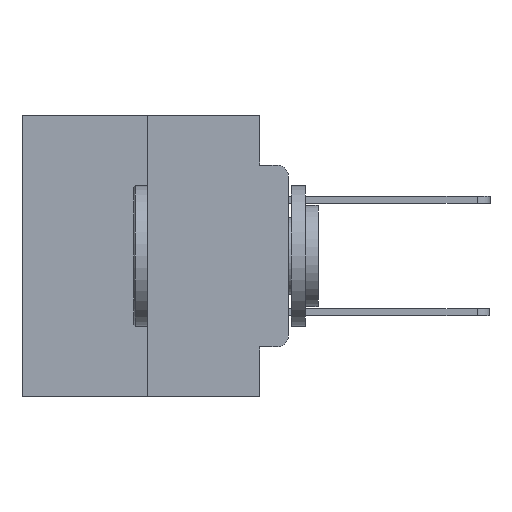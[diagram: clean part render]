
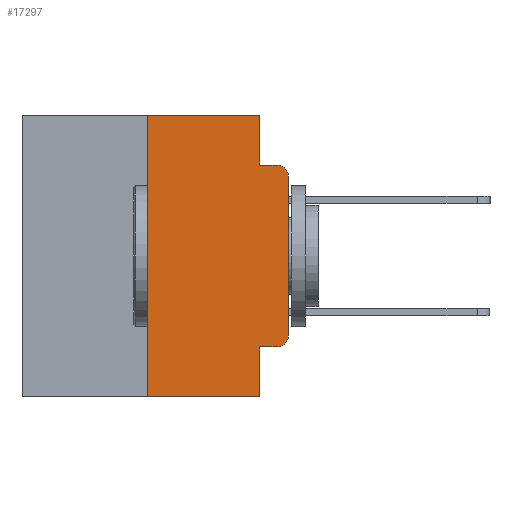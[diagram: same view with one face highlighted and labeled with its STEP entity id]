
A CAD part, left-side view. The second image highlights one B-rep face of the part: STEP entity #17297.
In plain terms, the highlighted planar face has unit normal (-1, 0, 0).
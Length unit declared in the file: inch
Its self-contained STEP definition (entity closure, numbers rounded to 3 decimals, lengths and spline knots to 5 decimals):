
#577 = AXIS2_PLACEMENT_3D ( 'NONE', #5121, #19972, #7330 ) ;
#679 = VECTOR ( 'NONE', #22388, 39.37008 ) ;
#777 = CIRCLE ( 'NONE', #22572, 0.02 ) ;
#1024 = VERTEX_POINT ( 'NONE', #1411 ) ;
#1411 = CARTESIAN_POINT ( 'NONE',  ( 0., 0.02, -0.4115 ) ) ;
#1504 = VECTOR ( 'NONE', #5184, 39.37008 ) ;
#1513 = CARTESIAN_POINT ( 'NONE',  ( 0., 0.473, 0. ) ) ;
#2181 = CARTESIAN_POINT ( 'NONE',  ( 0., 0.473, 0. ) ) ;
#2322 = VECTOR ( 'NONE', #11280, 39.37008 ) ;
#2338 = EDGE_CURVE ( 'NONE', #3145, #21136, #14674, .T. ) ;
#2443 = ORIENTED_EDGE ( 'NONE', *, *, #6051, .T. ) ;
#3145 = VERTEX_POINT ( 'NONE', #26872 ) ;
#3785 = VERTEX_POINT ( 'NONE', #10384 ) ;
#3823 = EDGE_CURVE ( 'NONE', #22732, #24231, #13955, .T. ) ;
#3949 = VERTEX_POINT ( 'NONE', #25815 ) ;
#4072 = CIRCLE ( 'NONE', #577, 0.02 ) ;
#4295 = CARTESIAN_POINT ( 'NONE',  ( 0., 0.02, -0.1085 ) ) ;
#4331 = FACE_OUTER_BOUND ( 'NONE', #8256, .T. ) ;
#4394 = DIRECTION ( 'NONE',  ( 0., -1., 0. ) ) ;
#4957 = ORIENTED_EDGE ( 'NONE', *, *, #24172, .T. ) ;
#5121 = CARTESIAN_POINT ( 'NONE',  ( 0., 0.02, -0.3915 ) ) ;
#5184 = DIRECTION ( 'NONE',  ( 0., -1., 0. ) ) ;
#5301 = EDGE_CURVE ( 'NONE', #5499, #3785, #25471, .T. ) ;
#5499 = VERTEX_POINT ( 'NONE', #10226 ) ;
#6051 = EDGE_CURVE ( 'NONE', #22732, #21136, #13416, .T. ) ;
#6273 = CARTESIAN_POINT ( 'NONE',  ( 0., 0.051, 0. ) ) ;
#6510 = DIRECTION ( 'NONE',  ( 0., 0., -1. ) ) ;
#7330 = DIRECTION ( 'NONE',  ( 0., 0., -1. ) ) ;
#8256 = EDGE_LOOP ( 'NONE', ( #22216, #11672, #24091, #17953, #17235, #18765, #2443, #26772, #15157, #4957 ) ) ;
#8281 = DIRECTION ( 'NONE',  ( 0., 0., 1. ) ) ;
#8998 = VECTOR ( 'NONE', #8281, 39.37008 ) ;
#9081 = VECTOR ( 'NONE', #18774, 39.37008 ) ;
#9169 = CARTESIAN_POINT ( 'NONE',  ( 0., 0.051, -0.4115 ) ) ;
#9344 = CARTESIAN_POINT ( 'NONE',  ( 0., 0., 0. ) ) ;
#9532 = CARTESIAN_POINT ( 'NONE',  ( 0., 0.25, 0. ) ) ;
#9608 = EDGE_CURVE ( 'NONE', #3785, #10457, #23384, .T. ) ;
#10167 = DIRECTION ( 'NONE',  ( 1., 0., 0. ) ) ;
#10226 = CARTESIAN_POINT ( 'NONE',  ( 0., 0.051, 0. ) ) ;
#10384 = CARTESIAN_POINT ( 'NONE',  ( 0., 0.051, -0.0885 ) ) ;
#10457 = VERTEX_POINT ( 'NONE', #16468 ) ;
#10860 = VECTOR ( 'NONE', #4394, 39.37008 ) ;
#11017 = EDGE_CURVE ( 'NONE', #3949, #10457, #777, .T. ) ;
#11058 = EDGE_CURVE ( 'NONE', #24231, #5499, #16480, .T. ) ;
#11280 = DIRECTION ( 'NONE',  ( 0., -1., 0. ) ) ;
#11382 = CARTESIAN_POINT ( 'NONE',  ( 0., 0., -0.3915 ) ) ;
#11642 = DIRECTION ( 'NONE',  ( 0., 0., -1. ) ) ;
#11672 = ORIENTED_EDGE ( 'NONE', *, *, #11017, .T. ) ;
#12415 = EDGE_CURVE ( 'NONE', #17649, #3949, #19685, .T. ) ;
#13416 = LINE ( 'NONE', #16066, #679 ) ;
#13955 = LINE ( 'NONE', #25698, #8998 ) ;
#14449 = VECTOR ( 'NONE', #11642, 39.37008 ) ;
#14674 = LINE ( 'NONE', #6273, #9081 ) ;
#15157 = ORIENTED_EDGE ( 'NONE', *, *, #25490, .T. ) ;
#16066 = CARTESIAN_POINT ( 'NONE',  ( 0., 0.473, -0.5 ) ) ;
#16468 = CARTESIAN_POINT ( 'NONE',  ( 0., 0.02, -0.0885 ) ) ;
#16480 = LINE ( 'NONE', #2181, #10860 ) ;
#17235 = ORIENTED_EDGE ( 'NONE', *, *, #11058, .F. ) ;
#17297 = ADVANCED_FACE ( 'NONE', ( #4331 ), #18577, .F. ) ;
#17649 = VERTEX_POINT ( 'NONE', #11382 ) ;
#17953 = ORIENTED_EDGE ( 'NONE', *, *, #5301, .F. ) ;
#18577 = PLANE ( 'NONE',  #26856 ) ;
#18765 = ORIENTED_EDGE ( 'NONE', *, *, #3823, .F. ) ;
#18774 = DIRECTION ( 'NONE',  ( 0., 0., -1. ) ) ;
#19005 = VECTOR ( 'NONE', #21978, 39.37008 ) ;
#19185 = DIRECTION ( 'NONE',  ( -1., 0., 0. ) ) ;
#19367 = LINE ( 'NONE', #9169, #2322 ) ;
#19685 = LINE ( 'NONE', #9344, #19005 ) ;
#19972 = DIRECTION ( 'NONE',  ( -1., 0., 0. ) ) ;
#20068 = CARTESIAN_POINT ( 'NONE',  ( 0., 0.051, 0. ) ) ;
#21136 = VERTEX_POINT ( 'NONE', #25618 ) ;
#21524 = CARTESIAN_POINT ( 'NONE',  ( 0., 0.25, -0.5 ) ) ;
#21978 = DIRECTION ( 'NONE',  ( 0., 0., 1. ) ) ;
#22123 = CARTESIAN_POINT ( 'NONE',  ( 0., 0.051, -0.0885 ) ) ;
#22216 = ORIENTED_EDGE ( 'NONE', *, *, #12415, .T. ) ;
#22388 = DIRECTION ( 'NONE',  ( 0., -1., 0. ) ) ;
#22572 = AXIS2_PLACEMENT_3D ( 'NONE', #4295, #19185, #6510 ) ;
#22732 = VERTEX_POINT ( 'NONE', #21524 ) ;
#23384 = LINE ( 'NONE', #22123, #1504 ) ;
#24091 = ORIENTED_EDGE ( 'NONE', *, *, #9608, .F. ) ;
#24172 = EDGE_CURVE ( 'NONE', #1024, #17649, #4072, .T. ) ;
#24231 = VERTEX_POINT ( 'NONE', #9532 ) ;
#24793 = DIRECTION ( 'NONE',  ( 0., 0., -1. ) ) ;
#25471 = LINE ( 'NONE', #20068, #14449 ) ;
#25490 = EDGE_CURVE ( 'NONE', #3145, #1024, #19367, .T. ) ;
#25618 = CARTESIAN_POINT ( 'NONE',  ( 0., 0.051, -0.5 ) ) ;
#25698 = CARTESIAN_POINT ( 'NONE',  ( 0., 0.25, 0. ) ) ;
#25815 = CARTESIAN_POINT ( 'NONE',  ( 0., 0., -0.1085 ) ) ;
#26772 = ORIENTED_EDGE ( 'NONE', *, *, #2338, .F. ) ;
#26856 = AXIS2_PLACEMENT_3D ( 'NONE', #1513, #10167, #24793 ) ;
#26872 = CARTESIAN_POINT ( 'NONE',  ( 0., 0.051, -0.4115 ) ) ;
